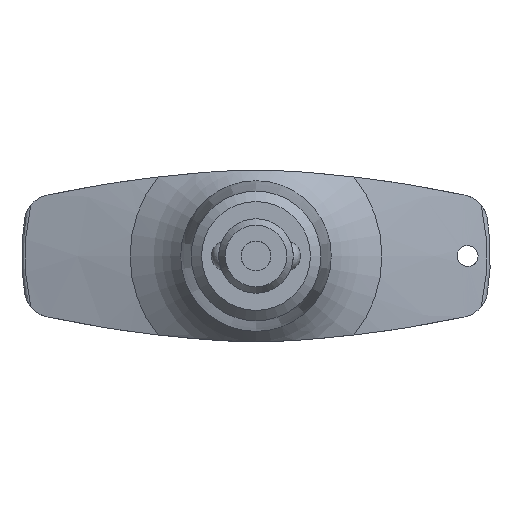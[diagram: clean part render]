
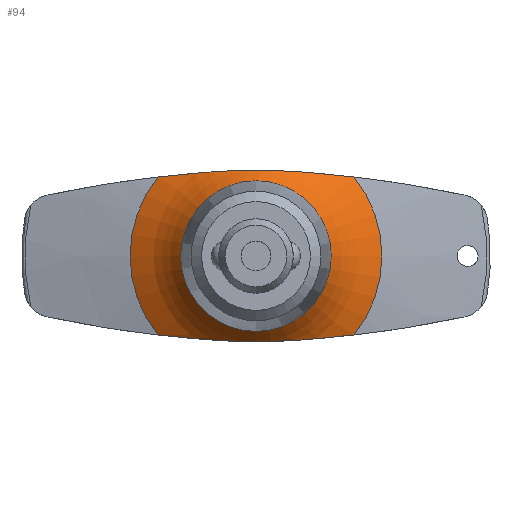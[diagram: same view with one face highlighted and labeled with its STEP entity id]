
A CAD part, front view. The second image highlights one B-rep face of the part: STEP entity #94.
In plain terms, the highlighted toroidal (fillet/blend) face has major radius 24.03 mm and minor radius 17 mm.
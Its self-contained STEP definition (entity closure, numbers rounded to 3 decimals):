
#94 = ADVANCED_FACE( '', ( #226, #227 ), #228, .F. );
#226 = FACE_OUTER_BOUND( '', #417, .T. );
#227 = FACE_OUTER_BOUND( '', #418, .T. );
#228 = TOROIDAL_SURFACE( '', #419, 24.03, 17. );
#417 = EDGE_LOOP( '', ( #645 ) );
#418 = EDGE_LOOP( '', ( #646, #647, #648, #649, #650, #651, #652, #653 ) );
#419 = AXIS2_PLACEMENT_3D( '', #654, #655, #656 );
#645 = ORIENTED_EDGE( '', *, *, #999, .F. );
#646 = ORIENTED_EDGE( '', *, *, #984, .T. );
#647 = ORIENTED_EDGE( '', *, *, #1000, .T. );
#648 = ORIENTED_EDGE( '', *, *, #1001, .T. );
#649 = ORIENTED_EDGE( '', *, *, #1002, .T. );
#650 = ORIENTED_EDGE( '', *, *, #1003, .T. );
#651 = ORIENTED_EDGE( '', *, *, #1004, .T. );
#652 = ORIENTED_EDGE( '', *, *, #980, .T. );
#653 = ORIENTED_EDGE( '', *, *, #1005, .T. );
#654 = CARTESIAN_POINT( '', ( 0., 8.968, 0. ) );
#655 = DIRECTION( '', ( 0., -1., 0. ) );
#656 = DIRECTION( '', ( 0., 0., -1. ) );
#980 = EDGE_CURVE( '', #1142, #1144, #1146, .T. );
#984 = EDGE_CURVE( '', #1153, #1151, #1154, .T. );
#999 = EDGE_CURVE( '', #1177, #1177, #1178, .T. );
#1000 = EDGE_CURVE( '', #1151, #1179, #1180, .T. );
#1001 = EDGE_CURVE( '', #1179, #1181, #1182, .T. );
#1002 = EDGE_CURVE( '', #1181, #1183, #1184, .T. );
#1003 = EDGE_CURVE( '', #1183, #1185, #1186, .T. );
#1004 = EDGE_CURVE( '', #1185, #1142, #1187, .T. );
#1005 = EDGE_CURVE( '', #1144, #1153, #1188, .T. );
#1142 = VERTEX_POINT( '', #1450 );
#1144 = VERTEX_POINT( '', #1453 );
#1146 = B_SPLINE_CURVE_WITH_KNOTS( '', 3, ( #1456, #1457, #1458, #1459, #1460, #1461, #1462, #1463, #1464, #1465, #1466, #1467, #1468, #1469, #1470, #1471 ), .UNSPECIFIED., .F., .F., ( 4, 2, 2, 2, 2, 2, 2, 4 ), ( 0., 0.002, 0.004, 0.008, 0.01, 0.012, 0.015, 0.017 ), .UNSPECIFIED. );
#1151 = VERTEX_POINT( '', #1483 );
#1153 = VERTEX_POINT( '', #1490 );
#1154 = CIRCLE( '', #1491, 16.9 );
#1177 = VERTEX_POINT( '', #1539 );
#1178 = CIRCLE( '', #1540, 10.092 );
#1179 = VERTEX_POINT( '', #1541 );
#1180 = B_SPLINE_CURVE_WITH_KNOTS( '', 3, ( #1542, #1543, #1544, #1545, #1546, #1547 ), .UNSPECIFIED., .F., .F., ( 4, 2, 4 ), ( 0., 0.003, 0.005 ), .UNSPECIFIED. );
#1181 = VERTEX_POINT( '', #1548 );
#1182 = B_SPLINE_CURVE_WITH_KNOTS( '', 3, ( #1549, #1550, #1551, #1552, #1553, #1554, #1555, #1556, #1557, #1558, #1559, #1560, #1561, #1562, #1563, #1564 ), .UNSPECIFIED., .F., .F., ( 4, 2, 2, 2, 2, 2, 2, 4 ), ( 0., 0.002, 0.004, 0.008, 0.01, 0.012, 0.015, 0.017 ), .UNSPECIFIED. );
#1183 = VERTEX_POINT( '', #1565 );
#1184 = B_SPLINE_CURVE_WITH_KNOTS( '', 3, ( #1566, #1567, #1568, #1569, #1570, #1571 ), .UNSPECIFIED., .F., .F., ( 4, 2, 4 ), ( 0., 0.003, 0.005 ), .UNSPECIFIED. );
#1185 = VERTEX_POINT( '', #1572 );
#1186 = CIRCLE( '', #1573, 16.9 );
#1187 = B_SPLINE_CURVE_WITH_KNOTS( '', 3, ( #1574, #1575, #1576, #1577, #1578, #1579 ), .UNSPECIFIED., .F., .F., ( 4, 2, 4 ), ( 0., 0.003, 0.005 ), .UNSPECIFIED. );
#1188 = B_SPLINE_CURVE_WITH_KNOTS( '', 3, ( #1580, #1581, #1582, #1583, #1584, #1585 ), .UNSPECIFIED., .F., .F., ( 4, 2, 4 ), ( 0., 0.003, 0.005 ), .UNSPECIFIED. );
#1450 = CARTESIAN_POINT( '', ( 8.1, 22.504, 11.107 ) );
#1453 = CARTESIAN_POINT( '', ( -8.1, 22.504, 11.107 ) );
#1456 = CARTESIAN_POINT( '', ( 8.1, 22.504, 11.107 ) );
#1457 = CARTESIAN_POINT( '', ( 7.453, 22.253, 11.17 ) );
#1458 = CARTESIAN_POINT( '', ( 6.805, 22.004, 11.225 ) );
#1459 = CARTESIAN_POINT( '', ( 5.501, 21.532, 11.321 ) );
#1460 = CARTESIAN_POINT( '', ( 4.846, 21.309, 11.362 ) );
#1461 = CARTESIAN_POINT( '', ( 2.856, 20.73, 11.462 ) );
#1462 = CARTESIAN_POINT( '', ( 1.497, 20.465, 11.499 ) );
#1463 = CARTESIAN_POINT( '', ( -0.641, 20.452, 11.501 ) );
#1464 = CARTESIAN_POINT( '', ( -1.346, 20.512, 11.492 ) );
#1465 = CARTESIAN_POINT( '', ( -2.735, 20.735, 11.458 ) );
#1466 = CARTESIAN_POINT( '', ( -3.42, 20.897, 11.433 ) );
#1467 = CARTESIAN_POINT( '', ( -4.779, 21.287, 11.366 ) );
#1468 = CARTESIAN_POINT( '', ( -5.452, 21.514, 11.325 ) );
#1469 = CARTESIAN_POINT( '', ( -6.782, 21.995, 11.227 ) );
#1470 = CARTESIAN_POINT( '', ( -7.442, 22.249, 11.171 ) );
#1471 = CARTESIAN_POINT( '', ( -8.1, 22.504, 11.107 ) );
#1483 = CARTESIAN_POINT( '', ( -13.165, 24.4, -10.597 ) );
#1490 = CARTESIAN_POINT( '', ( -13.165, 24.4, 10.597 ) );
#1491 = AXIS2_PLACEMENT_3D( '', #2265, #2266, #2267 );
#1539 = CARTESIAN_POINT( '', ( 0., 18.7, -10.092 ) );
#1540 = AXIS2_PLACEMENT_3D( '', #2289, #2290, #2291 );
#1541 = CARTESIAN_POINT( '', ( -8.1, 22.504, -11.107 ) );
#1542 = CARTESIAN_POINT( '', ( -13.165, 24.4, -10.597 ) );
#1543 = CARTESIAN_POINT( '', ( -12.308, 24.121, -10.697 ) );
#1544 = CARTESIAN_POINT( '', ( -11.461, 23.814, -10.789 ) );
#1545 = CARTESIAN_POINT( '', ( -9.777, 23.172, -10.958 ) );
#1546 = CARTESIAN_POINT( '', ( -8.939, 22.836, -11.035 ) );
#1547 = CARTESIAN_POINT( '', ( -8.1, 22.504, -11.107 ) );
#1548 = CARTESIAN_POINT( '', ( 8.1, 22.504, -11.107 ) );
#1549 = CARTESIAN_POINT( '', ( -8.1, 22.504, -11.107 ) );
#1550 = CARTESIAN_POINT( '', ( -7.453, 22.253, -11.17 ) );
#1551 = CARTESIAN_POINT( '', ( -6.805, 22.004, -11.225 ) );
#1552 = CARTESIAN_POINT( '', ( -5.501, 21.532, -11.321 ) );
#1553 = CARTESIAN_POINT( '', ( -4.846, 21.309, -11.362 ) );
#1554 = CARTESIAN_POINT( '', ( -2.856, 20.73, -11.462 ) );
#1555 = CARTESIAN_POINT( '', ( -1.497, 20.465, -11.499 ) );
#1556 = CARTESIAN_POINT( '', ( 0.641, 20.452, -11.501 ) );
#1557 = CARTESIAN_POINT( '', ( 1.346, 20.512, -11.492 ) );
#1558 = CARTESIAN_POINT( '', ( 2.735, 20.735, -11.458 ) );
#1559 = CARTESIAN_POINT( '', ( 3.42, 20.897, -11.433 ) );
#1560 = CARTESIAN_POINT( '', ( 4.779, 21.287, -11.366 ) );
#1561 = CARTESIAN_POINT( '', ( 5.452, 21.514, -11.325 ) );
#1562 = CARTESIAN_POINT( '', ( 6.782, 21.995, -11.227 ) );
#1563 = CARTESIAN_POINT( '', ( 7.442, 22.249, -11.171 ) );
#1564 = CARTESIAN_POINT( '', ( 8.1, 22.504, -11.107 ) );
#1565 = CARTESIAN_POINT( '', ( 13.165, 24.4, -10.597 ) );
#1566 = CARTESIAN_POINT( '', ( 8.1, 22.504, -11.107 ) );
#1567 = CARTESIAN_POINT( '', ( 8.939, 22.836, -11.035 ) );
#1568 = CARTESIAN_POINT( '', ( 9.777, 23.172, -10.958 ) );
#1569 = CARTESIAN_POINT( '', ( 11.461, 23.814, -10.789 ) );
#1570 = CARTESIAN_POINT( '', ( 12.308, 24.121, -10.697 ) );
#1571 = CARTESIAN_POINT( '', ( 13.165, 24.4, -10.597 ) );
#1572 = CARTESIAN_POINT( '', ( 13.165, 24.4, 10.597 ) );
#1573 = AXIS2_PLACEMENT_3D( '', #2292, #2293, #2294 );
#1574 = CARTESIAN_POINT( '', ( 13.165, 24.4, 10.597 ) );
#1575 = CARTESIAN_POINT( '', ( 12.308, 24.121, 10.697 ) );
#1576 = CARTESIAN_POINT( '', ( 11.461, 23.814, 10.789 ) );
#1577 = CARTESIAN_POINT( '', ( 9.777, 23.172, 10.958 ) );
#1578 = CARTESIAN_POINT( '', ( 8.939, 22.836, 11.035 ) );
#1579 = CARTESIAN_POINT( '', ( 8.1, 22.504, 11.107 ) );
#1580 = CARTESIAN_POINT( '', ( -8.1, 22.504, 11.107 ) );
#1581 = CARTESIAN_POINT( '', ( -8.939, 22.836, 11.035 ) );
#1582 = CARTESIAN_POINT( '', ( -9.777, 23.172, 10.958 ) );
#1583 = CARTESIAN_POINT( '', ( -11.461, 23.814, 10.789 ) );
#1584 = CARTESIAN_POINT( '', ( -12.308, 24.121, 10.697 ) );
#1585 = CARTESIAN_POINT( '', ( -13.165, 24.4, 10.597 ) );
#2265 = CARTESIAN_POINT( '', ( 0., 24.4, 0. ) );
#2266 = DIRECTION( '', ( 0., -1., 0. ) );
#2267 = DIRECTION( '', ( 0., 0., -1. ) );
#2289 = CARTESIAN_POINT( '', ( 0., 18.7, 0. ) );
#2290 = DIRECTION( '', ( 0., -1., 0. ) );
#2291 = DIRECTION( '', ( 0., 0., -1. ) );
#2292 = CARTESIAN_POINT( '', ( 0., 24.4, 0. ) );
#2293 = DIRECTION( '', ( 0., -1., 0. ) );
#2294 = DIRECTION( '', ( 0., 0., -1. ) );
